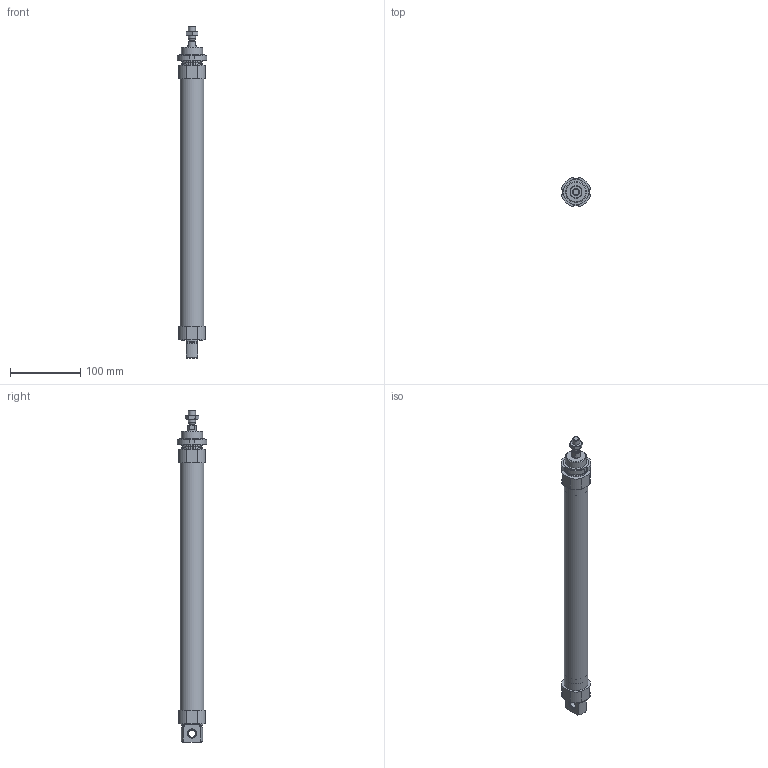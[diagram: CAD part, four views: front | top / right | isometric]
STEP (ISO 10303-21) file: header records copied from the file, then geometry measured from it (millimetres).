
FILE_DESCRIPTION(/* description */ ('STEP AP214'),/* implementation_level */ '2;1');
FILE_NAME(/* name */ '559304_DSNU-32-320-PPS-A',/* time_stamp */ '2024-08-22T19:24:39+02:00',/* author */ ('License CC BY-ND 4.0'),/* organization */ ('CADENAS'),/* preprocessor_version */ 'ST-DEVELOPER v19.3',/* originating_system */ 'PARTsolutions',/* authorisation */ ' ');
FILE_SCHEMA (('AUTOMOTIVE_DESIGN {1 0 10303 214 3 1 1}'));
Length unit declared in the file: millimetre
Products named in the file (5): 559304 DSNU-32-320-PPS-A---(0); 559304 DSNU-32-320-PPS---(A----0-ZR); 3753 M30x1.5; 559304 DSNU-32-320-PPS---(A---00--0-KS); DIN-439-B - M10x1.25(F)
Assembly tree (4 placements, depth 2):
  559304 DSNU-32-320-PPS-A---(0)
    559304 DSNU-32-320-PPS---(A----0-ZR)
    3753 M30x1.5
    559304 DSNU-32-320-PPS---(A---00--0-KS)
    DIN-439-B - M10x1.25(F)
Bounding box: 41.57 x 41.57 x 471.5 mm (x, y, z)
Volume: 174628.9 mm3; surface area: 108821.5 mm2
Topology: 4 solids, 4 shells, 123 faces, 279 edges, 179 vertices
Faces by surface type: plane 59, cylinder 36, cone 20, torus 8
Full cylindrical faces by diameter (mm): 8.4 x1, 8.566 x2, 8.647 x1, 10 x2, 12 x4, 27.7 x1, 28.376 x1, 30 x3, 32 x2, 33.6 x1, 36 x2
Entity records: 3881 total; most frequent: CARTESIAN_POINT 640, DIRECTION 566, ORIENTED_EDGE 472, EDGE_CURVE 236, AXIS2_PLACEMENT_3D 230, EDGE_LOOP 184, FACE_BOUND 184, VERTEX_POINT 176
